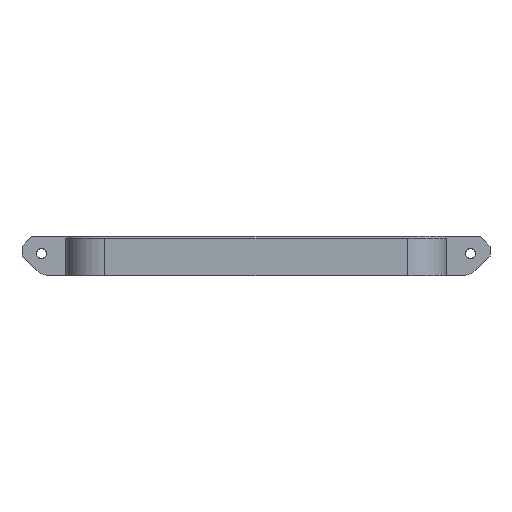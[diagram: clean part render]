
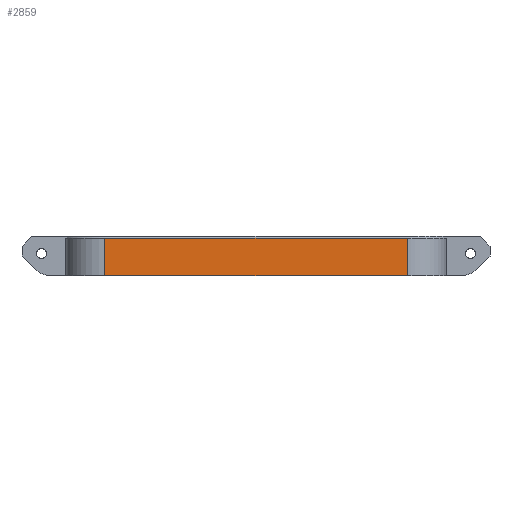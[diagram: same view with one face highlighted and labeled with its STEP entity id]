
A CAD part, left-side view. The second image highlights one B-rep face of the part: STEP entity #2859.
In plain terms, the highlighted planar face has unit normal (-1, 0, 0).
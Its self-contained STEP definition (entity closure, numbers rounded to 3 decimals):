
#176 = FACE_OUTER_BOUND ( 'NONE', #1875, .T. ) ;
#212 = DIRECTION ( 'NONE',  ( 1., 0., 0. ) ) ;
#323 = VERTEX_POINT ( 'NONE', #3085 ) ;
#384 = EDGE_CURVE ( 'NONE', #3362, #323, #1938, .T. ) ;
#573 = CARTESIAN_POINT ( 'NONE',  ( 0., 0., 0. ) ) ;
#621 = CARTESIAN_POINT ( 'NONE',  ( 0., 39.5, 0. ) ) ;
#684 = VECTOR ( 'NONE', #1799, 1000. ) ;
#709 = B_SPLINE_CURVE_WITH_KNOTS ( 'NONE', 3,
 ( #3713, #810, #2442, #3075 ),
 .UNSPECIFIED., .F., .F.,
 ( 4, 4 ),
 ( 0., 0.004 ),
 .UNSPECIFIED. ) ;
#810 = CARTESIAN_POINT ( 'NONE',  ( 0., 8.5, 1.267 ) ) ;
#819 = EDGE_CURVE ( 'NONE', #1592, #3362, #2767, .T. ) ;
#857 = DIRECTION ( 'NONE',  ( 0., 0., -1. ) ) ;
#1028 = EDGE_CURVE ( 'NONE', #323, #2030, #1258, .T. ) ;
#1258 = LINE ( 'NONE', #573, #3118 ) ;
#1592 = VERTEX_POINT ( 'NONE', #1593 ) ;
#1593 = CARTESIAN_POINT ( 'NONE',  ( 0., 8.5, 3.8 ) ) ;
#1601 = CARTESIAN_POINT ( 'NONE',  ( 0., 8.5, 0. ) ) ;
#1730 = AXIS2_PLACEMENT_3D ( 'NONE', #2156, #212, #857 ) ;
#1799 = DIRECTION ( 'NONE',  ( 0., 1., 0. ) ) ;
#1801 = CARTESIAN_POINT ( 'NONE',  ( 0., 39.5, 3.8 ) ) ;
#1875 = EDGE_LOOP ( 'NONE', ( #3809, #3635, #3844, #3257 ) ) ;
#1938 = B_SPLINE_CURVE_WITH_KNOTS ( 'NONE', 3,
 ( #1801, #2769, #4057, #621 ),
 .UNSPECIFIED., .F., .F.,
 ( 4, 4 ),
 ( 0., 0.004 ),
 .UNSPECIFIED. ) ;
#2030 = VERTEX_POINT ( 'NONE', #1601 ) ;
#2156 = CARTESIAN_POINT ( 'NONE',  ( 0., 0., 4. ) ) ;
#2442 = CARTESIAN_POINT ( 'NONE',  ( 0., 8.5, 2.533 ) ) ;
#2767 = LINE ( 'NONE', #3044, #684 ) ;
#2769 = CARTESIAN_POINT ( 'NONE',  ( 0., 39.5, 2.533 ) ) ;
#2859 = ADVANCED_FACE ( 'NONE', ( #176 ), #4059, .F. ) ;
#3044 = CARTESIAN_POINT ( 'NONE',  ( 0., 0., 3.8 ) ) ;
#3075 = CARTESIAN_POINT ( 'NONE',  ( 0., 8.5, 3.8 ) ) ;
#3085 = CARTESIAN_POINT ( 'NONE',  ( 0., 39.5, 0. ) ) ;
#3118 = VECTOR ( 'NONE', #3836, 1000. ) ;
#3257 = ORIENTED_EDGE ( 'NONE', *, *, #1028, .T. ) ;
#3362 = VERTEX_POINT ( 'NONE', #3907 ) ;
#3635 = ORIENTED_EDGE ( 'NONE', *, *, #819, .T. ) ;
#3713 = CARTESIAN_POINT ( 'NONE',  ( 0., 8.5, 0. ) ) ;
#3754 = EDGE_CURVE ( 'NONE', #2030, #1592, #709, .T. ) ;
#3809 = ORIENTED_EDGE ( 'NONE', *, *, #3754, .T. ) ;
#3836 = DIRECTION ( 'NONE',  ( 0., -1., 0. ) ) ;
#3844 = ORIENTED_EDGE ( 'NONE', *, *, #384, .T. ) ;
#3907 = CARTESIAN_POINT ( 'NONE',  ( 0., 39.5, 3.8 ) ) ;
#4057 = CARTESIAN_POINT ( 'NONE',  ( 0., 39.5, 1.267 ) ) ;
#4059 = PLANE ( 'NONE',  #1730 ) ;
